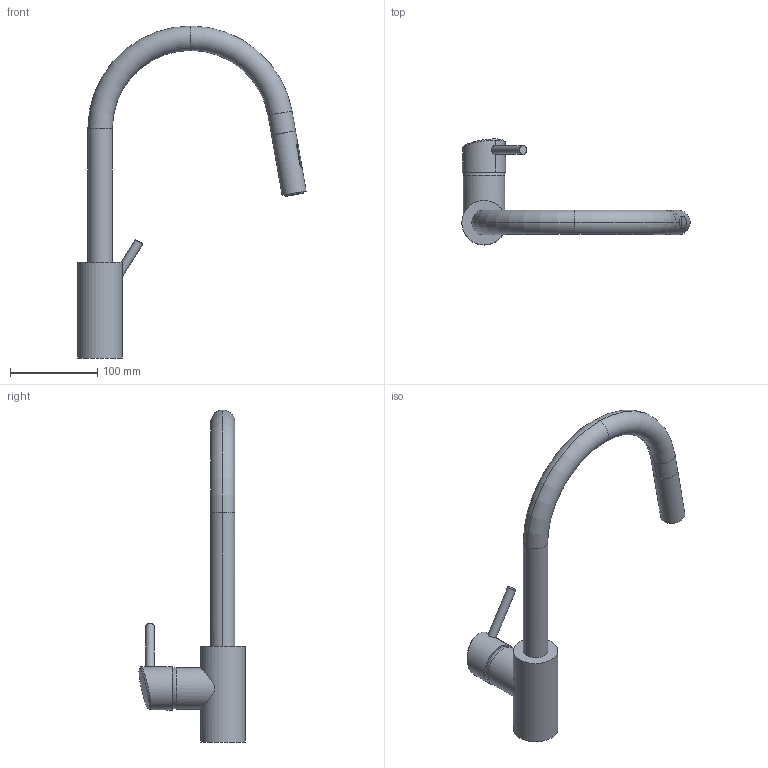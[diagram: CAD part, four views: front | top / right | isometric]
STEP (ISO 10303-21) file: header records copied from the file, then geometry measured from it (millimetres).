
FILE_DESCRIPTION(/* description */ ('Unknown'),/* implementation_level */ '2;1');
FILE_NAME(/* name */ '31483002',/* time_stamp */ '2022-09-01T16:34:55+02:00',/* author */ ('Unknown'),/* organization */ ('GROHE AG'),/* preprocessor_version */ 'ST-DEVELOPER v16.7',/* originating_system */ 'DEX',/* authorisation */ $);
FILE_SCHEMA (('AUTOMOTIVE_DESIGN {1 0 10303 214 3 1 1}'));
Length unit declared in the file: millimetre
Products named in the file (8): 31483002; jama_tri; 1; 071121 Body High Spout klein 01; P23012-04; P23012-02_2; 31483002_0
Assembly tree (7 placements, depth 2):
  31483002
    jama_tri
    1
    071121 Body High Spout klein 01
    P23012-04
    P23012-02_2
    31483002
    31483002_0
Bounding box: 261.89 x 121.62 x 380.79 mm (x, y, z)
Volume: 705470 mm3; surface area: 96513.8 mm2
Topology: 7 solids, 8 shells, 890 faces, 2325 edges, 1427 vertices
Faces by surface type: plane 223, cone 178, cylinder 173, torus 164, bspline 148, sphere 4
Full cylindrical faces by diameter (mm): 10 x1, 17.275 x1, 18.1 x1, 20.405 x1, 20.96 x1, 25.4 x1, 28 x1, 47.5 x1, 51 x1
Entity records: 37562 total; most frequent: CARTESIAN_POINT 16269, ORIENTED_EDGE 4476, DIRECTION 4431, EDGE_CURVE 2238, AXIS2_PLACEMENT_3D 1958, VERTEX_POINT 1399, CIRCLE 1124, EDGE_LOOP 1017
